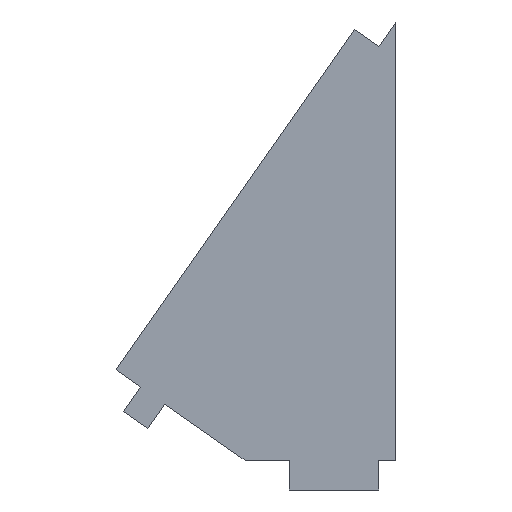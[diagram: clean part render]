
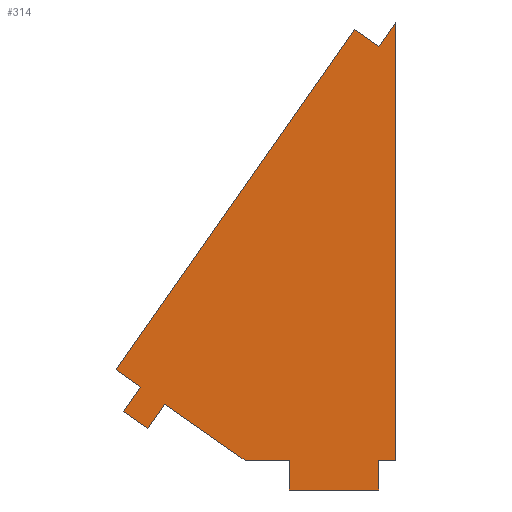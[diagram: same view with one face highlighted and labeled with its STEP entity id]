
A CAD part, left-side view. The second image highlights one B-rep face of the part: STEP entity #314.
In plain terms, the highlighted planar face has unit normal (-1, 0, 0).
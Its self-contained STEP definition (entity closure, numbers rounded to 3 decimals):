
#28=FACE_OUTER_BOUND('',#44,.T.);
#44=EDGE_LOOP('',(#263,#264,#265,#266,#267,#268,#269,#270,#271,#272,#273,
#274,#275,#276));
#50=LINE('',#432,#92);
#51=LINE('',#436,#93);
#55=LINE('',#444,#97);
#58=LINE('',#450,#100);
#61=LINE('',#456,#103);
#64=LINE('',#462,#106);
#67=LINE('',#468,#109);
#70=LINE('',#474,#112);
#73=LINE('',#480,#115);
#77=LINE('',#488,#119);
#79=LINE('',#491,#121);
#85=LINE('',#502,#127);
#86=LINE('',#505,#128);
#87=LINE('',#506,#129);
#92=VECTOR('',#354,10.);
#93=VECTOR('',#357,10.);
#97=VECTOR('',#363,10.);
#100=VECTOR('',#368,10.);
#103=VECTOR('',#373,10.);
#106=VECTOR('',#378,10.);
#109=VECTOR('',#383,10.);
#112=VECTOR('',#388,10.);
#115=VECTOR('',#393,10.);
#119=VECTOR('',#399,10.);
#121=VECTOR('',#403,10.);
#127=VECTOR('',#413,10.);
#128=VECTOR('',#416,10.);
#129=VECTOR('',#417,10.);
#132=VERTEX_POINT('',#426);
#134=VERTEX_POINT('',#430);
#135=VERTEX_POINT('',#434);
#136=VERTEX_POINT('',#435);
#139=VERTEX_POINT('',#443);
#141=VERTEX_POINT('',#449);
#143=VERTEX_POINT('',#455);
#145=VERTEX_POINT('',#461);
#147=VERTEX_POINT('',#467);
#149=VERTEX_POINT('',#473);
#151=VERTEX_POINT('',#479);
#153=VERTEX_POINT('',#485);
#157=VERTEX_POINT('',#500);
#158=VERTEX_POINT('',#504);
#162=EDGE_CURVE('',#134,#132,#50,.T.);
#163=EDGE_CURVE('',#135,#136,#51,.T.);
#167=EDGE_CURVE('',#136,#139,#55,.T.);
#170=EDGE_CURVE('',#139,#141,#58,.T.);
#173=EDGE_CURVE('',#141,#143,#61,.T.);
#176=EDGE_CURVE('',#143,#145,#64,.T.);
#179=EDGE_CURVE('',#145,#147,#67,.T.);
#182=EDGE_CURVE('',#149,#147,#70,.T.);
#185=EDGE_CURVE('',#151,#149,#73,.T.);
#189=EDGE_CURVE('',#153,#151,#77,.T.);
#191=EDGE_CURVE('',#134,#135,#79,.T.);
#197=EDGE_CURVE('',#153,#157,#85,.T.);
#198=EDGE_CURVE('',#158,#157,#86,.T.);
#199=EDGE_CURVE('',#132,#158,#87,.T.);
#263=ORIENTED_EDGE('',*,*,#197,.T.);
#264=ORIENTED_EDGE('',*,*,#198,.F.);
#265=ORIENTED_EDGE('',*,*,#199,.F.);
#266=ORIENTED_EDGE('',*,*,#162,.F.);
#267=ORIENTED_EDGE('',*,*,#191,.T.);
#268=ORIENTED_EDGE('',*,*,#163,.T.);
#269=ORIENTED_EDGE('',*,*,#167,.T.);
#270=ORIENTED_EDGE('',*,*,#170,.T.);
#271=ORIENTED_EDGE('',*,*,#173,.T.);
#272=ORIENTED_EDGE('',*,*,#176,.T.);
#273=ORIENTED_EDGE('',*,*,#179,.T.);
#274=ORIENTED_EDGE('',*,*,#182,.F.);
#275=ORIENTED_EDGE('',*,*,#185,.F.);
#276=ORIENTED_EDGE('',*,*,#189,.F.);
#298=PLANE('',#344);
#314=ADVANCED_FACE('',(#28),#298,.T.);
#344=AXIS2_PLACEMENT_3D('',#503,#414,#415);
#354=DIRECTION('',(0.,-0.574,0.819));
#357=DIRECTION('',(0.,-0.574,0.819));
#363=DIRECTION('',(0.,-0.819,-0.574));
#368=DIRECTION('',(0.,-1.,0.));
#373=DIRECTION('',(0.,0.,-1.));
#378=DIRECTION('',(0.,-1.,0.));
#383=DIRECTION('',(0.,0.,1.));
#388=DIRECTION('',(0.,1.,0.));
#393=DIRECTION('',(0.,0.,-1.));
#399=DIRECTION('',(0.,-0.574,0.819));
#403=DIRECTION('',(0.,-0.819,-0.574));
#413=DIRECTION('',(0.,0.819,0.574));
#414=DIRECTION('center_axis',(-1.,0.,0.));
#415=DIRECTION('ref_axis',(0.,-0.574,0.819));
#416=DIRECTION('',(0.,-0.574,0.819));
#417=DIRECTION('',(0.,0.819,0.574));
#426=CARTESIAN_POINT('',(-30.5,-19.925,21.33));
#430=CARTESIAN_POINT('',(-30.5,-17.057,17.234));
#432=CARTESIAN_POINT('',(-30.5,-60.075,78.67));
#434=CARTESIAN_POINT('',(-30.5,-21.153,14.366));
#435=CARTESIAN_POINT('',(-30.5,-24.021,18.462));
#436=CARTESIAN_POINT('',(-30.5,-21.153,14.366));
#443=CARTESIAN_POINT('',(-30.5,-37.537,8.998));
#444=CARTESIAN_POINT('',(-30.5,-24.021,18.462));
#449=CARTESIAN_POINT('',(-30.5,-45.,8.998));
#450=CARTESIAN_POINT('',(-30.5,-37.537,8.998));
#455=CARTESIAN_POINT('',(-30.5,-45.,3.998));
#456=CARTESIAN_POINT('',(-30.5,-45.,8.998));
#461=CARTESIAN_POINT('',(-30.5,-60.075,3.998));
#462=CARTESIAN_POINT('',(-30.5,-45.,3.998));
#467=CARTESIAN_POINT('',(-30.5,-60.075,9.));
#468=CARTESIAN_POINT('',(-30.5,-60.075,3.998));
#473=CARTESIAN_POINT('',(-30.5,-62.943,9.));
#474=CARTESIAN_POINT('',(-30.5,-62.943,9.));
#479=CARTESIAN_POINT('',(-30.5,-62.943,82.766));
#480=CARTESIAN_POINT('',(-30.5,-62.943,82.766));
#485=CARTESIAN_POINT('',(-30.5,-60.075,78.67));
#488=CARTESIAN_POINT('',(-30.5,-60.075,78.67));
#491=CARTESIAN_POINT('',(-30.5,-17.057,17.234));
#500=CARTESIAN_POINT('',(-30.5,-55.979,81.538));
#502=CARTESIAN_POINT('',(-30.5,-60.075,78.67));
#503=CARTESIAN_POINT('Origin',(-30.5,-19.925,21.33));
#504=CARTESIAN_POINT('',(-30.5,-15.829,24.198));
#505=CARTESIAN_POINT('',(-30.5,-15.829,24.198));
#506=CARTESIAN_POINT('',(-30.5,-19.925,21.33));
